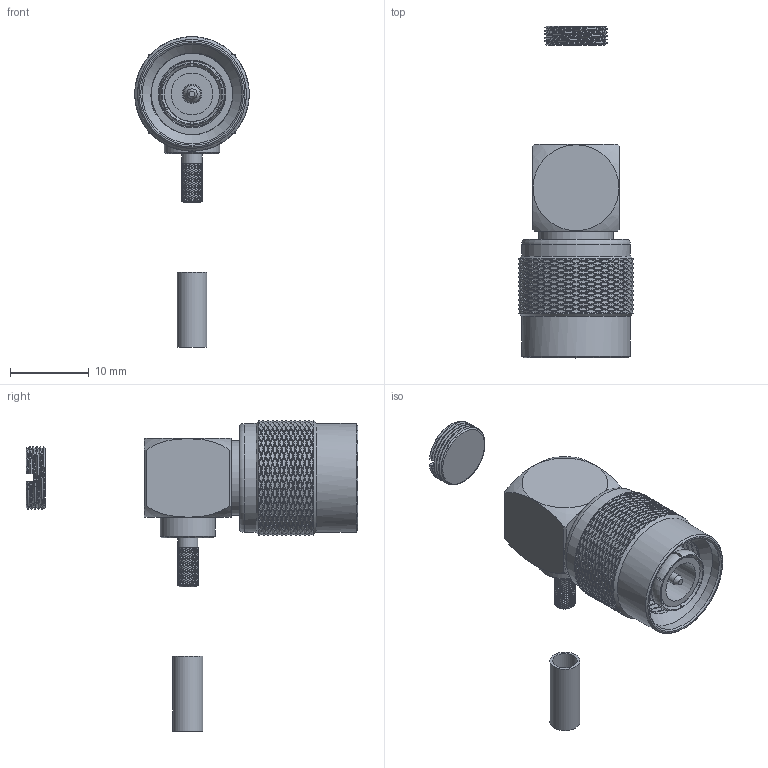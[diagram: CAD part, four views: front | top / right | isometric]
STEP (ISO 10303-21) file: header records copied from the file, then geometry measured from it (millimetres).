
FILE_DESCRIPTION(/* description */ ('Unknown'),/* implementation_level */ '2;1');
FILE_NAME(/* name */ '67036026210320',/* time_stamp */ '2023-03-20T15:15:20+01:00',/* author */ ('Unknown'),/* organization */ ('Unknown'),/* preprocessor_version */ 'ST-DEVELOPER v16.7',/* originating_system */ 'Solid Edge',/* authorisation */ 'Unknown');
FILE_SCHEMA (('AUTOMOTIVE_DESIGN {1 0 10303 214 3 1 1}'));
Products named in the file (1): 67036026210320
Bounding box: 14.5 x 42.05 x 39.35 mm (x, y, z)
Volume: 2605 mm3; surface area: 5189.6 mm2
Topology: 3 solids, 3 shells, 5229 faces, 11870 edges, 6635 vertices
Faces by surface type: bspline 3711, cylinder 1186, plane 281, cone 26, torus 17, sphere 8
Full cylindrical faces by diameter (mm): 1.33 x1, 1.67 x1, 1.7 x1, 2.1 x2, 2.43 x1, 2.55 x1, 2.6 x1, 3.1 x1, 3.8 x1, 4.9 x1, 5.3 x1, 6 x2, 6.95 x1, 7 x2, 7.6 x1, 7.8 x1, 7.85 x2, 8 x1, 8.4 x2, 8.5 x1, 8.85 x1, 9 x1, 9.4 x1, 11.45 x2, 12.3 x1, 12.6 x1, 12.8 x1, 12.95 x1, 13.8 x2
Entity records: 281097 total; most frequent: CARTESIAN_POINT 170548, ORIENTED_EDGE 23550, EDGE_CURVE 11775, VERTEX_POINT 6608, B_SPLINE_CURVE_WITH_KNOTS 6494, EDGE_LOOP 5351, FACE_BOUND 5351, ADVANCED_FACE 5229
